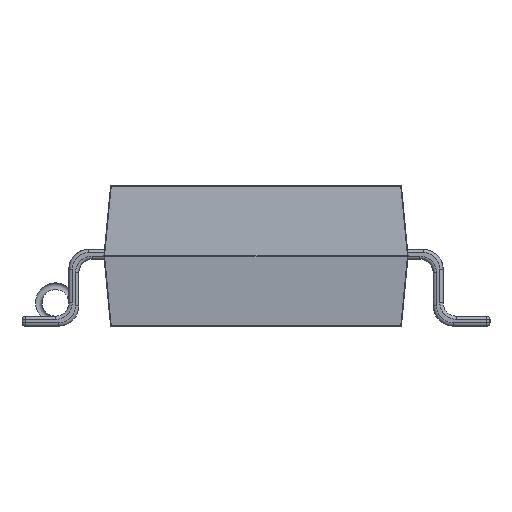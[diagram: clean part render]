
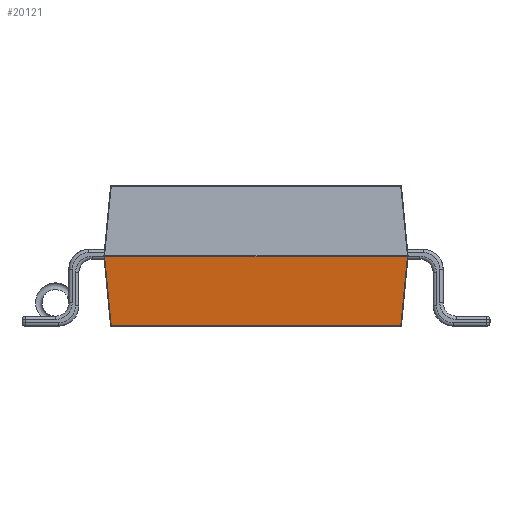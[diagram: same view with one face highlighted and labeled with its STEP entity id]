
A CAD part, front view. The second image highlights one B-rep face of the part: STEP entity #20121.
In plain terms, the highlighted planar face has unit normal (0, -0.996, -0.095).
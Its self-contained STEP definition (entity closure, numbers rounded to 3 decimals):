
#1188 = CARTESIAN_POINT ( 'NONE',  ( 0., -5.051, 0.009 ) ) ;
#2059 = ORIENTED_EDGE ( 'NONE', *, *, #33442, .T. ) ;
#4603 = CARTESIAN_POINT ( 'NONE',  ( -2.265, -5.15, 1.049 ) ) ;
#6487 = EDGE_CURVE ( 'NONE', #21840, #21122, #36580, .T. ) ;
#7605 = DIRECTION ( 'NONE',  ( -1., 0., 0. ) ) ;
#7825 = DIRECTION ( 'NONE',  ( 0., 0.095, -0.995 ) ) ;
#7866 = DIRECTION ( 'NONE',  ( 0.094, -0.094, 0.991 ) ) ;
#11513 = ORIENTED_EDGE ( 'NONE', *, *, #6487, .T. ) ;
#11597 = DIRECTION ( 'NONE',  ( 0., -0.995, -0.095 ) ) ;
#12883 = LINE ( 'NONE', #33792, #37649 ) ;
#14938 = VERTEX_POINT ( 'NONE', #31528 ) ;
#15021 = CARTESIAN_POINT ( 'NONE',  ( -2.265, -5.15, 1.049 ) ) ;
#16129 = VECTOR ( 'NONE', #7866, 1000. ) ;
#17521 = CARTESIAN_POINT ( 'NONE',  ( 2.166, -5.051, 0.009 ) ) ;
#19479 = ORIENTED_EDGE ( 'NONE', *, *, #21138, .F. ) ;
#19601 = EDGE_LOOP ( 'NONE', ( #11513, #2059, #45664, #19479 ) ) ;
#19654 = DIRECTION ( 'NONE',  ( 0.094, 0.094, -0.991 ) ) ;
#20121 = ADVANCED_FACE ( 'NONE', ( #28484 ), #32730, .T. ) ;
#21122 = VERTEX_POINT ( 'NONE', #32990 ) ;
#21138 = EDGE_CURVE ( 'NONE', #21840, #14938, #36558, .T. ) ;
#21840 = VERTEX_POINT ( 'NONE', #17521 ) ;
#21959 = VECTOR ( 'NONE', #19654, 1000. ) ;
#23370 = LINE ( 'NONE', #4603, #21959 ) ;
#25887 = CARTESIAN_POINT ( 'NONE',  ( -3.328, -4.978, -0.757 ) ) ;
#27178 = DIRECTION ( 'NONE',  ( -1., 0., 0. ) ) ;
#28484 = FACE_OUTER_BOUND ( 'NONE', #19601, .T. ) ;
#31528 = CARTESIAN_POINT ( 'NONE',  ( -2.166, -5.051, 0.009 ) ) ;
#32730 = PLANE ( 'NONE',  #33957 ) ;
#32990 = CARTESIAN_POINT ( 'NONE',  ( 2.265, -5.15, 1.049 ) ) ;
#33442 = EDGE_CURVE ( 'NONE', #21122, #40002, #12883, .T. ) ;
#33792 = CARTESIAN_POINT ( 'NONE',  ( -3.328, -5.15, 1.049 ) ) ;
#33957 = AXIS2_PLACEMENT_3D ( 'NONE', #25887, #11597, #7825 ) ;
#36558 = LINE ( 'NONE', #1188, #43146 ) ;
#36580 = LINE ( 'NONE', #40109, #16129 ) ;
#37649 = VECTOR ( 'NONE', #27178, 1000. ) ;
#40002 = VERTEX_POINT ( 'NONE', #15021 ) ;
#40109 = CARTESIAN_POINT ( 'NONE',  ( 2.166, -5.051, 0.009 ) ) ;
#43146 = VECTOR ( 'NONE', #7605, 1000. ) ;
#45362 = EDGE_CURVE ( 'NONE', #40002, #14938, #23370, .T. ) ;
#45664 = ORIENTED_EDGE ( 'NONE', *, *, #45362, .T. ) ;
